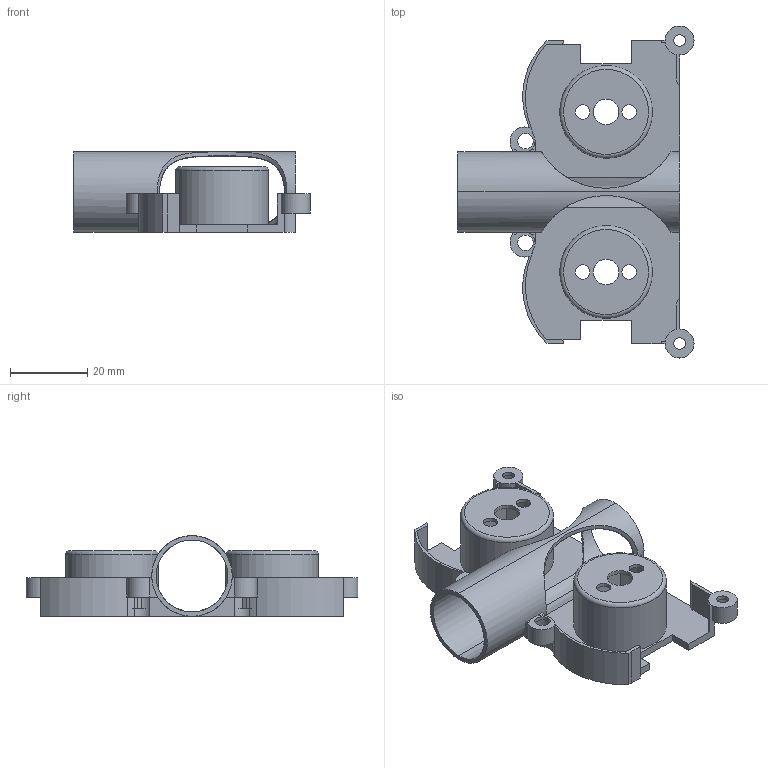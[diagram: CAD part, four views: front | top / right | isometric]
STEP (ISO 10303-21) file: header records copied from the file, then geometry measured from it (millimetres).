
FILE_DESCRIPTION(/* description */ (''),/* implementation_level */ '2;1');
FILE_NAME(/* name */ 'BigPowerElectric_Pistol_41.5mm_Daybreak.step',/* time_stamp */ '2022-07-12T10:26:31-05:00',/* author */ (''),/* organization */ (''),/* preprocessor_version */ 'ST-DEVELOPER v19',/* originating_system */ 'Autodesk Translation Framework v11.7.0.108',/* authorisation */ '');
FILE_SCHEMA (('AUTOMOTIVE_DESIGN { 1 0 10303 214 3 1 1 }'));
Length unit declared in the file: millimetre
Products named in the file (1): BigPowerElectric_Pistol_41.5mm_Daybreak-1
Bounding box: 61.15 x 85.95 x 20.89 mm (x, y, z)
Volume: 12346.4 mm3; surface area: 16467.7 mm2
Topology: 1 solids, 1 shells, 1262 faces, 3605 edges, 2402 vertices
Faces by surface type: bspline 821, plane 391, cylinder 48, torus 2
Full cylindrical faces by diameter (mm): 3 x2, 3.75 x4, 4 x2, 6 x4, 6.6 x2, 24 x2
Entity records: 49815 total; most frequent: CARTESIAN_POINT 22393, ORIENTED_EDGE 7210, EDGE_CURVE 3605, DIRECTION 2950, VERTEX_POINT 2402, LINE 1816, VECTOR 1816, B_SPLINE_CURVE_WITH_KNOTS 1664
